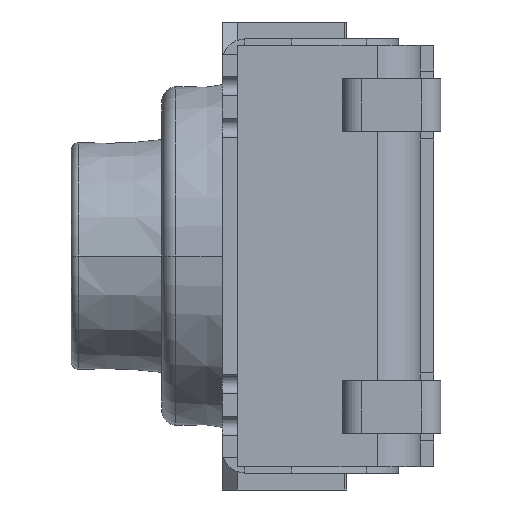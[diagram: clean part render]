
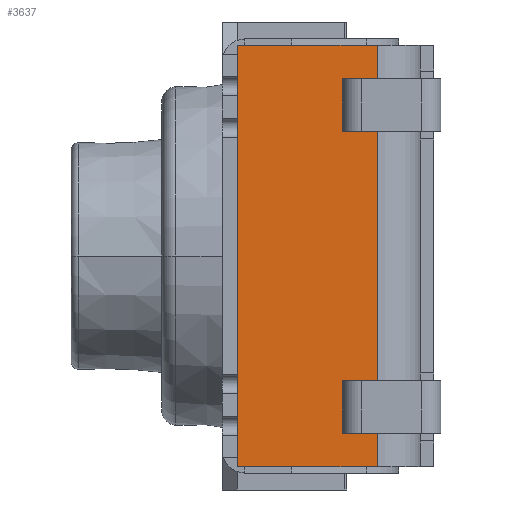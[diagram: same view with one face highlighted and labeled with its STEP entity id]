
A CAD part, left-side view. The second image highlights one B-rep face of the part: STEP entity #3637.
In plain terms, the highlighted planar face has unit normal (-1, 0, 0).
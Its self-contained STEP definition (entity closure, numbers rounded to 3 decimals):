
#78 = DIRECTION ( 'NONE',  ( 0., 1., 0. ) ) ;
#477 = LINE ( 'NONE', #3899, #3997 ) ;
#587 = EDGE_CURVE ( 'NONE', #2528, #2799, #5153, .T. ) ;
#674 = CARTESIAN_POINT ( 'NONE',  ( -3.1, -2.8, 2.794 ) ) ;
#1394 = PLANE ( 'NONE',  #4546 ) ;
#1470 = LINE ( 'NONE', #6166, #6532 ) ;
#1604 = VECTOR ( 'NONE', #3231, 1000. ) ;
#2142 = CARTESIAN_POINT ( 'NONE',  ( -3.1, -0.2, 2.794 ) ) ;
#2284 = EDGE_CURVE ( 'NONE', #6084, #6797, #6437, .T. ) ;
#2528 = VERTEX_POINT ( 'NONE', #6958 ) ;
#2799 = VERTEX_POINT ( 'NONE', #7622 ) ;
#3231 = DIRECTION ( 'NONE',  ( 0., 0., -1. ) ) ;
#3326 = CARTESIAN_POINT ( 'NONE',  ( -3.1, -0.2, 2.794 ) ) ;
#3359 = ORIENTED_EDGE ( 'NONE', *, *, #587, .T. ) ;
#3637 = ADVANCED_FACE ( 'NONE', ( #6652 ), #1394, .F. ) ;
#3899 = CARTESIAN_POINT ( 'NONE',  ( -3.1, -2.8, -2.794 ) ) ;
#3955 = DIRECTION ( 'NONE',  ( 1., 0., 0. ) ) ;
#3997 = VECTOR ( 'NONE', #8741, 1000. ) ;
#4263 = EDGE_CURVE ( 'NONE', #2799, #6084, #1470, .T. ) ;
#4368 = ORIENTED_EDGE ( 'NONE', *, *, #5339, .F. ) ;
#4546 = AXIS2_PLACEMENT_3D ( 'NONE', #674, #3955, #8044 ) ;
#5052 = ORIENTED_EDGE ( 'NONE', *, *, #4263, .T. ) ;
#5153 = LINE ( 'NONE', #6584, #6006 ) ;
#5339 = EDGE_CURVE ( 'NONE', #2528, #6797, #477, .T. ) ;
#5608 = CARTESIAN_POINT ( 'NONE',  ( -3.1, -0.2, -2.794 ) ) ;
#6006 = VECTOR ( 'NONE', #7881, 1000. ) ;
#6084 = VERTEX_POINT ( 'NONE', #2142 ) ;
#6166 = CARTESIAN_POINT ( 'NONE',  ( -3.1, -2.8, 2.794 ) ) ;
#6437 = LINE ( 'NONE', #3326, #1604 ) ;
#6532 = VECTOR ( 'NONE', #78, 1000. ) ;
#6584 = CARTESIAN_POINT ( 'NONE',  ( -3.1, -2.055, -3.1 ) ) ;
#6652 = FACE_OUTER_BOUND ( 'NONE', #6696, .T. ) ;
#6696 = EDGE_LOOP ( 'NONE', ( #3359, #5052, #7335, #4368 ) ) ;
#6797 = VERTEX_POINT ( 'NONE', #5608 ) ;
#6958 = CARTESIAN_POINT ( 'NONE',  ( -3.1, -2.055, -2.794 ) ) ;
#7335 = ORIENTED_EDGE ( 'NONE', *, *, #2284, .T. ) ;
#7622 = CARTESIAN_POINT ( 'NONE',  ( -3.1, -2.055, 2.794 ) ) ;
#7881 = DIRECTION ( 'NONE',  ( 0., 0., 1. ) ) ;
#8044 = DIRECTION ( 'NONE',  ( 0., 0., -1. ) ) ;
#8741 = DIRECTION ( 'NONE',  ( 0., 1., 0. ) ) ;
